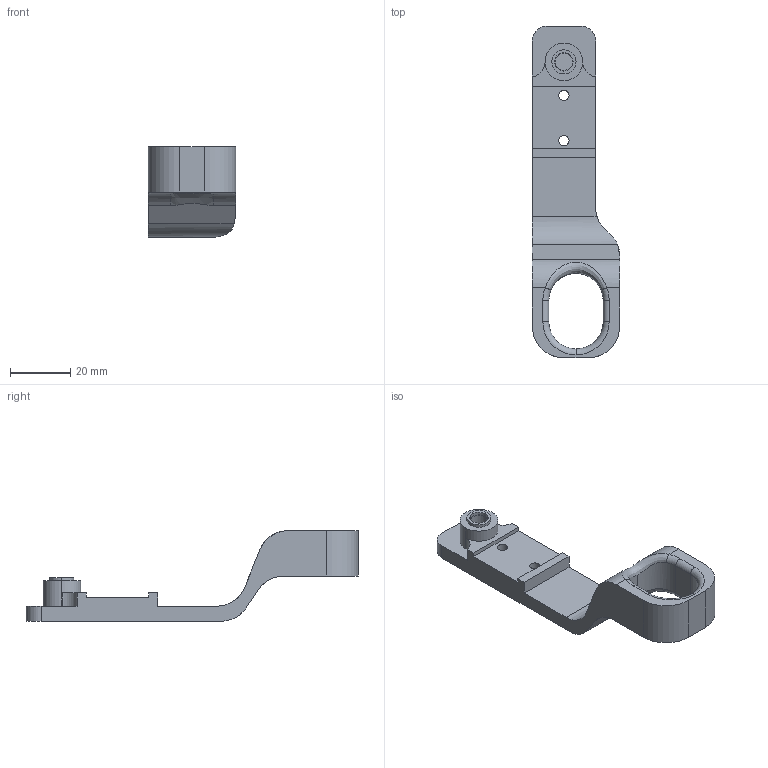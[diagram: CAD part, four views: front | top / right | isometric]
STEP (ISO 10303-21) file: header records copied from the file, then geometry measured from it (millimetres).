
FILE_DESCRIPTION (( 'STEP AP214' ), '1' );
FILE_NAME ('left-pincer.STEP', '2025-08-20T01:16:47', ( '' ), ( '' ), 'SwSTEP 2.0', 'SolidWorks 2025', '' );
FILE_SCHEMA (( 'AUTOMOTIVE_DESIGN' ));
Length unit declared in the file: millimetre
Products named in the file (1): left-pincer
Bounding box: 29 x 110 x 30 mm (x, y, z)
Volume: 19174.6 mm3; surface area: 9119.2 mm2
Topology: 1 solids, 1 shells, 74 faces, 193 edges, 124 vertices
Faces by surface type: cylinder 36, plane 26, torus 7, bspline 5
Entity records: 2823 total; most frequent: CARTESIAN_POINT 946, DIRECTION 401, ORIENTED_EDGE 386, EDGE_CURVE 193, AXIS2_PLACEMENT_3D 155, VERTEX_POINT 124, VECTOR 91, LINE 91
